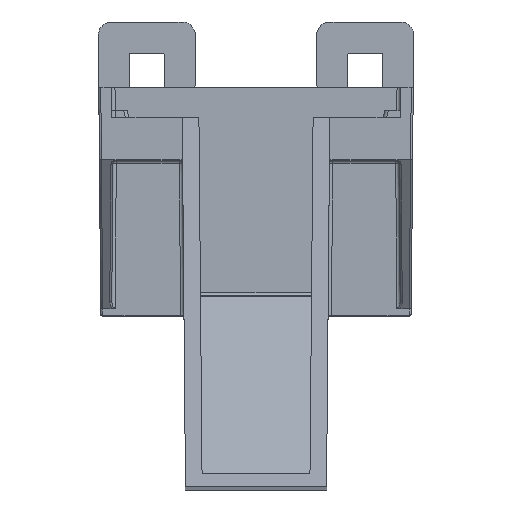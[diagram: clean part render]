
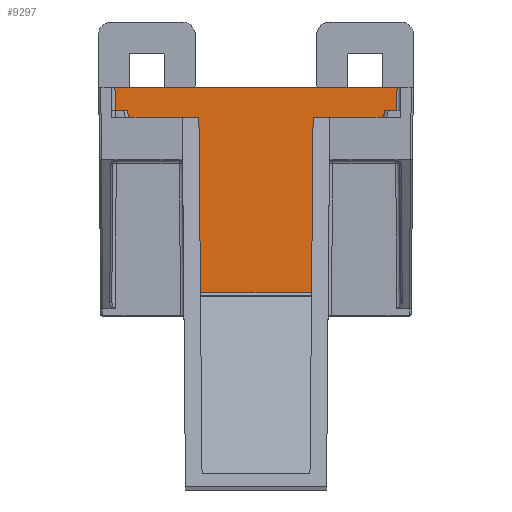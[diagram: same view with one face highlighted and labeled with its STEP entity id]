
A CAD part, top view. The second image highlights one B-rep face of the part: STEP entity #9297.
In plain terms, the highlighted planar face has unit normal (0, 0.009, 1).
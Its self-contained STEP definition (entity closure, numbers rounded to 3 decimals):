
#61 = CARTESIAN_POINT ( 'NONE',  ( 21., 34., -20.25 ) ) ;
#777 = EDGE_CURVE ( 'NONE', #2951, #15816, #9485, .T. ) ;
#1657 = DIRECTION ( 'NONE',  ( 1., 0., 0. ) ) ;
#2233 = CARTESIAN_POINT ( 'NONE',  ( 0., 34., -20.25 ) ) ;
#2433 = VECTOR ( 'NONE', #1657, 1000. ) ;
#2779 = EDGE_CURVE ( 'NONE', #15816, #5281, #9025, .T. ) ;
#2951 = VERTEX_POINT ( 'NONE', #15319 ) ;
#3233 = DIRECTION ( 'NONE',  ( 0.009, -1., 0.009 ) ) ;
#4459 = CARTESIAN_POINT ( 'NONE',  ( -21., 34., -20.25 ) ) ;
#4927 = CARTESIAN_POINT ( 'NONE',  ( 0., 34., -20.25 ) ) ;
#5003 = CARTESIAN_POINT ( 'NONE',  ( -20.734, 3.496, -19.984 ) ) ;
#5281 = VERTEX_POINT ( 'NONE', #4459 ) ;
#5935 = VECTOR ( 'NONE', #6179, 1000. ) ;
#6179 = DIRECTION ( 'NONE',  ( -1., 0., 0. ) ) ;
#6379 = ORIENTED_EDGE ( 'NONE', *, *, #777, .T. ) ;
#6482 = EDGE_CURVE ( 'NONE', #5281, #12894, #10154, .T. ) ;
#6486 = FACE_OUTER_BOUND ( 'NONE', #6708, .T. ) ;
#6708 = EDGE_LOOP ( 'NONE', ( #7533, #6379, #12764, #17047 ) ) ;
#7533 = ORIENTED_EDGE ( 'NONE', *, *, #14959, .T. ) ;
#7829 = PLANE ( 'NONE',  #13529 ) ;
#8398 = LINE ( 'NONE', #13823, #2433 ) ;
#9025 = LINE ( 'NONE', #4927, #5935 ) ;
#9249 = DIRECTION ( 'NONE',  ( 0., -1., 0.009 ) ) ;
#9297 = ADVANCED_FACE ( 'NONE', ( #6486 ), #7829, .T. ) ;
#9485 = LINE ( 'NONE', #10650, #10040 ) ;
#9803 = CARTESIAN_POINT ( 'NONE',  ( -20.73, 3.004, -19.98 ) ) ;
#10040 = VECTOR ( 'NONE', #16141, 1000. ) ;
#10154 = LINE ( 'NONE', #9803, #15684 ) ;
#10650 = CARTESIAN_POINT ( 'NONE',  ( 21., 34.004, -20.25 ) ) ;
#12764 = ORIENTED_EDGE ( 'NONE', *, *, #2779, .T. ) ;
#12894 = VERTEX_POINT ( 'NONE', #5003 ) ;
#13529 = AXIS2_PLACEMENT_3D ( 'NONE', #2233, #15989, #9249 ) ;
#13823 = CARTESIAN_POINT ( 'NONE',  ( 21.229, 3.496, -19.984 ) ) ;
#14959 = EDGE_CURVE ( 'NONE', #12894, #2951, #8398, .T. ) ;
#15319 = CARTESIAN_POINT ( 'NONE',  ( 20.734, 3.496, -19.984 ) ) ;
#15684 = VECTOR ( 'NONE', #3233, 1000. ) ;
#15816 = VERTEX_POINT ( 'NONE', #61 ) ;
#15989 = DIRECTION ( 'NONE',  ( 0., 0.009, 1. ) ) ;
#16141 = DIRECTION ( 'NONE',  ( 0.009, 1., -0.009 ) ) ;
#17047 = ORIENTED_EDGE ( 'NONE', *, *, #6482, .T. ) ;
